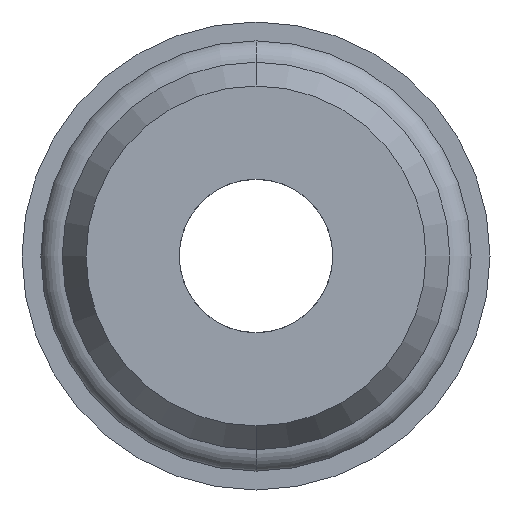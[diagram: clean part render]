
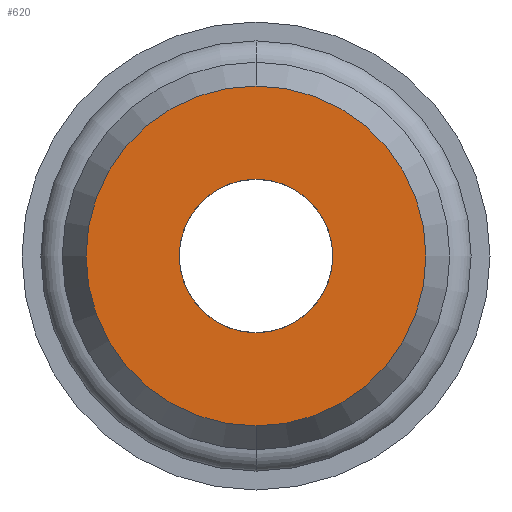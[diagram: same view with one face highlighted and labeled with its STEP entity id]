
A CAD part, front view. The second image highlights one B-rep face of the part: STEP entity #620.
In plain terms, the highlighted planar face has unit normal (0, -1, 0).
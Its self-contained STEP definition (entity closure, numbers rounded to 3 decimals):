
#321 = EDGE_CURVE ( 'NONE', #322, #323, #1215, .T. ) ;
#322 = VERTEX_POINT ( 'NONE', #1237 ) ;
#323 = VERTEX_POINT ( 'NONE', #1236 ) ;
#445 = VERTEX_POINT ( 'NONE', #1438 ) ;
#517 = EDGE_CURVE ( 'NONE', #445, #518, #1646, .T. ) ;
#518 = VERTEX_POINT ( 'NONE', #1647 ) ;
#620 = ADVANCED_FACE ( 'NONE', ( #1914, #1929 ), #1924, .T. ) ;
#627 = ORIENTED_EDGE ( 'NONE', *, *, #628, .T. ) ;
#628 = EDGE_CURVE ( 'NONE', #323, #322, #1930, .T. ) ;
#629 = ORIENTED_EDGE ( 'NONE', *, *, #321, .T. ) ;
#634 = ORIENTED_EDGE ( 'NONE', *, *, #635, .F. ) ;
#635 = EDGE_CURVE ( 'NONE', #518, #445, #1902, .T. ) ;
#636 = ORIENTED_EDGE ( 'NONE', *, *, #517, .F. ) ;
#637 = EDGE_LOOP ( 'NONE', ( #627, #629 ) ) ;
#717 = EDGE_LOOP ( 'NONE', ( #634, #636 ) ) ;
#1215 = CIRCLE ( 'NONE', #1235, 9.08 ) ;
#1221 = DIRECTION ( 'NONE',  ( 0., -1., 0. ) ) ;
#1233 = CARTESIAN_POINT ( 'NONE',  ( 0., 0., 0. ) ) ;
#1234 = DIRECTION ( 'NONE',  ( 0., 0., -1. ) ) ;
#1235 = AXIS2_PLACEMENT_3D ( 'NONE', #1233, #1221, #1234 ) ;
#1236 = CARTESIAN_POINT ( 'NONE',  ( 0., 0., 9.08 ) ) ;
#1237 = CARTESIAN_POINT ( 'NONE',  ( 0., 0., -9.08 ) ) ;
#1438 = CARTESIAN_POINT ( 'NONE',  ( 0., 0., 4.1 ) ) ;
#1638 = DIRECTION ( 'NONE',  ( 0., -1., 0. ) ) ;
#1642 = AXIS2_PLACEMENT_3D ( 'NONE', #1648, #1638, #1645 ) ;
#1645 = DIRECTION ( 'NONE',  ( 0., 0., -1. ) ) ;
#1646 = CIRCLE ( 'NONE', #1642, 4.1 ) ;
#1647 = CARTESIAN_POINT ( 'NONE',  ( 0., 0., -4.1 ) ) ;
#1648 = CARTESIAN_POINT ( 'NONE',  ( 0., 0., 0. ) ) ;
#1898 = DIRECTION ( 'NONE',  ( 0., 0., -1. ) ) ;
#1899 = DIRECTION ( 'NONE',  ( 0., -1., 0. ) ) ;
#1900 = CARTESIAN_POINT ( 'NONE',  ( 0., 0., 0. ) ) ;
#1901 = AXIS2_PLACEMENT_3D ( 'NONE', #1900, #1899, #1898 ) ;
#1902 = CIRCLE ( 'NONE', #1901, 4.1 ) ;
#1912 = CARTESIAN_POINT ( 'NONE',  ( 9.08, 0., 0. ) ) ;
#1914 = FACE_BOUND ( 'NONE', #717, .T. ) ;
#1918 = DIRECTION ( 'NONE',  ( 0., -1., 0. ) ) ;
#1919 = CARTESIAN_POINT ( 'NONE',  ( 0., 0., 0. ) ) ;
#1923 = DIRECTION ( 'NONE',  ( 0., 0., -1. ) ) ;
#1924 = PLANE ( 'NONE',  #1928 ) ;
#1925 = AXIS2_PLACEMENT_3D ( 'NONE', #1919, #1918, #1923 ) ;
#1927 = DIRECTION ( 'NONE',  ( 0., 0., -1. ) ) ;
#1928 = AXIS2_PLACEMENT_3D ( 'NONE', #1912, #1932, #1927 ) ;
#1929 = FACE_OUTER_BOUND ( 'NONE', #637, .T. ) ;
#1930 = CIRCLE ( 'NONE', #1925, 9.08 ) ;
#1932 = DIRECTION ( 'NONE',  ( 0., -1., 0. ) ) ;
